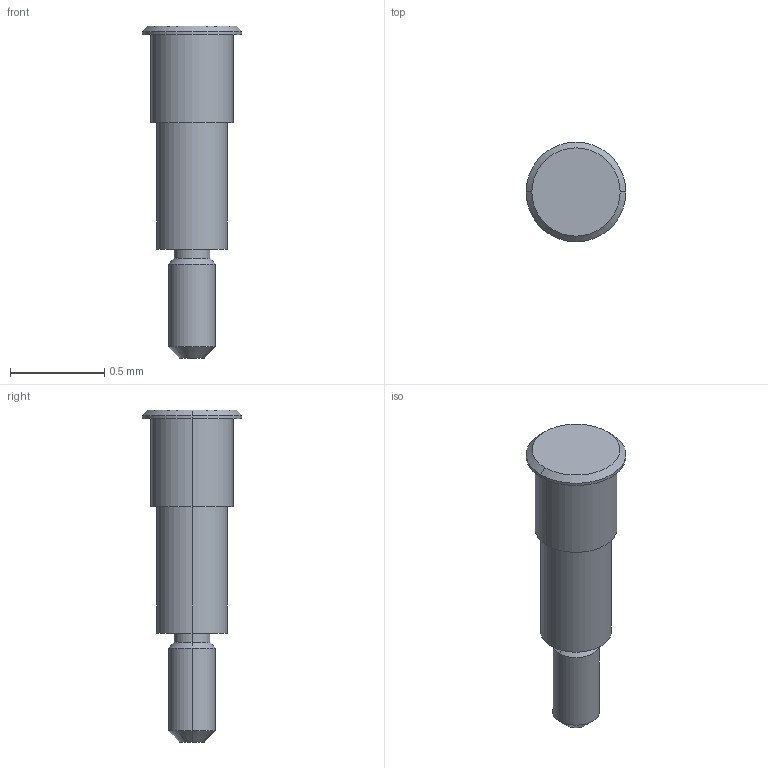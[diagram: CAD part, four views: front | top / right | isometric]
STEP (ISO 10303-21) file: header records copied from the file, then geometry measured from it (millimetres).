
FILE_DESCRIPTION(('produced by SPATIAL CORP'),'2;1');
FILE_NAME( 'bearing_shaft2_57.hh.sat.stp', '2002-04-19T11:22:41+00:00',('SPATIAL CORP'),('SPATIAL CORP'), 'ACIS STEP Husk','http://www.spatial.com','SPATIAL CORP');
FILE_SCHEMA(('CONFIG_CONTROL_DESIGN'));
Length unit declared in the file: millimetre
Products named in the file (1): PRODUCT_ID_1
Bounding box: 0.53 x 0.53 x 1.76 mm (x, y, z)
Volume: 0.2 mm3; surface area: 2.4 mm2
Topology: 1 solids, 1 shells, 21 faces, 40 edges, 24 vertices
Faces by surface type: cylinder 10, cone 6, plane 5
Entity records: 519 total; most frequent: ORIENTED_EDGE 80, DIRECTION 66, CARTESIAN_POINT 65, EDGE_CURVE 40, AXIS2_PLACEMENT_3D 25, VERTEX_POINT 24, EDGE_LOOP 24, FACE_BOUND 24
